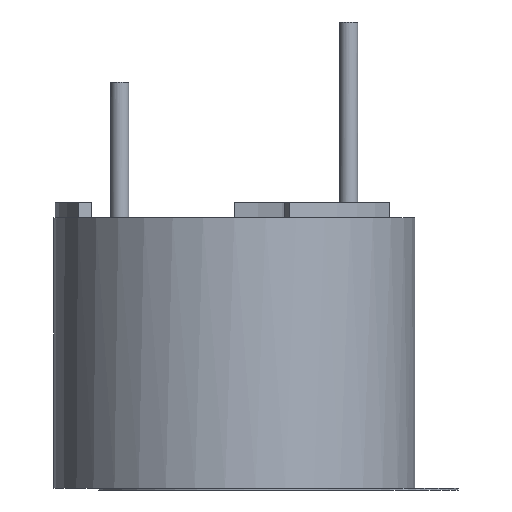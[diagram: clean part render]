
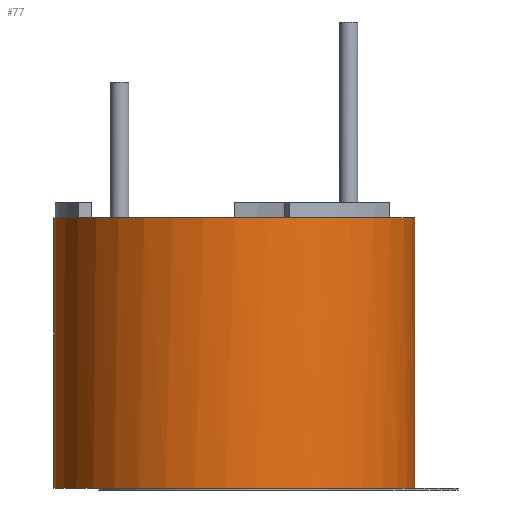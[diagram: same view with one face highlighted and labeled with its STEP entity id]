
A CAD part, front view. The second image highlights one B-rep face of the part: STEP entity #77.
In plain terms, the highlighted cylindrical face has radius 6 mm (diameter 12 mm), a partial arc.
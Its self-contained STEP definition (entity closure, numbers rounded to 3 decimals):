
#77=ADVANCED_FACE('',(#187),#188,.T.);
#187=FACE_OUTER_BOUND('',#363,.T.);
#188=CYLINDRICAL_SURFACE('',#364,6.0);
#363=EDGE_LOOP('',(#556,#557,#558,#559,#560));
#364=AXIS2_PLACEMENT_3D('',#561,#562,#563);
#556=ORIENTED_EDGE('',*,*,#924,.F.);
#557=ORIENTED_EDGE('',*,*,#925,.F.);
#558=ORIENTED_EDGE('',*,*,#926,.F.);
#559=ORIENTED_EDGE('',*,*,#927,.F.);
#560=ORIENTED_EDGE('',*,*,#928,.T.);
#561=CARTESIAN_POINT('',(0.0,0.0,0.0));
#562=DIRECTION('',(-0.0,0.0,-1.0));
#563=DIRECTION('',(-1.0,0.0,0.0));
#924=EDGE_CURVE('',#1090,#1091,#1092,.T.);
#925=EDGE_CURVE('',#1093,#1090,#1094,.T.);
#926=EDGE_CURVE('',#1095,#1093,#1096,.T.);
#927=EDGE_CURVE('',#1097,#1095,#1098,.T.);
#928=EDGE_CURVE('',#1097,#1091,#1099,.T.);
#1090=VERTEX_POINT('',#1461);
#1091=VERTEX_POINT('',#1462);
#1092=LINE('',#1463,#1464);
#1093=VERTEX_POINT('',#1465);
#1094=CIRCLE('',#1466,6.0);
#1095=VERTEX_POINT('',#1467);
#1096=CIRCLE('',#1468,6.0);
#1097=VERTEX_POINT('',#1469);
#1098=LINE('',#1470,#1471);
#1099=CIRCLE('',#1472,6.0);
#1461=CARTESIAN_POINT('',(-6.0,0.,0.0));
#1462=CARTESIAN_POINT('',(-6.0,0.,9.0));
#1463=CARTESIAN_POINT('',(-6.0,0.,0.0));
#1464=VECTOR('',#1702,1.0);
#1465=CARTESIAN_POINT('',(5.43,-2.553,0.0));
#1466=AXIS2_PLACEMENT_3D('',#1703,#1704,#1705);
#1467=CARTESIAN_POINT('',(6.0,0.,0.0));
#1468=AXIS2_PLACEMENT_3D('',#1706,#1707,#1708);
#1469=CARTESIAN_POINT('',(6.0,0.,9.0));
#1470=CARTESIAN_POINT('',(6.0,0.,0.0));
#1471=VECTOR('',#1709,1.0);
#1472=AXIS2_PLACEMENT_3D('',#1710,#1711,#1712);
#1702=DIRECTION('',(-0.0,-0.0,1.0));
#1703=CARTESIAN_POINT('',(0.0,0.0,0.0));
#1704=DIRECTION('',(0.0,0.0,-1.0));
#1705=DIRECTION('',(-1.0,0.0,0.0));
#1706=CARTESIAN_POINT('',(0.0,0.0,0.0));
#1707=DIRECTION('',(0.0,0.0,-1.0));
#1708=DIRECTION('',(-1.0,0.0,0.0));
#1709=DIRECTION('',(-0.0,-0.0,-1.0));
#1710=CARTESIAN_POINT('',(0.0,0.0,9.0));
#1711=DIRECTION('',(0.0,0.0,-1.0));
#1712=DIRECTION('',(-1.0,0.0,0.0));
